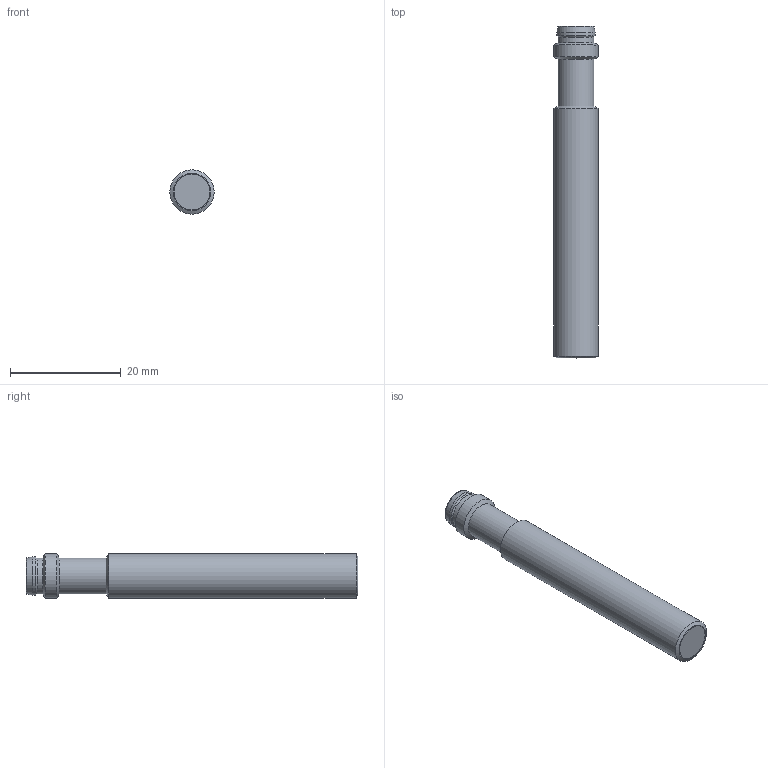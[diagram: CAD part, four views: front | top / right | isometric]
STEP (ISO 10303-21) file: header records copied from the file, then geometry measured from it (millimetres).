
FILE_DESCRIPTION (( 'STEP AP214' ), '1' );
FILE_NAME ('DW-AS-509-M8-001.STEP', '2019-09-11T18:46:27', ( '' ), ( '' ), 'SwSTEP 2.0', 'SolidWorks 2018', '' );
FILE_SCHEMA (( 'AUTOMOTIVE_DESIGN' ));
Length unit declared in the file: inch
Products named in the file (1): DW-AS-509-M8-001
Bounding box: 8 x 60 x 8 mm (x, y, z)
Volume: 2675 mm3; surface area: 1962.1 mm2
Topology: 5 solids, 5 shells, 48 faces, 108 edges, 70 vertices
Faces by surface type: bspline 15, plane 14, cylinder 11, cone 8
Full cylindrical faces by diameter (mm): 1 x4, 5.8 x1, 6.47 x1, 6.5 x2, 6.9 x1, 8 x2
Entity records: 1862 total; most frequent: CARTESIAN_POINT 988, DIRECTION 140, ORIENTED_EDGE 130, EDGE_LOOP 76, EDGE_CURVE 65, AXIS2_PLACEMENT_3D 65, FACE_OUTER_BOUND 60, VERTEX_POINT 55
